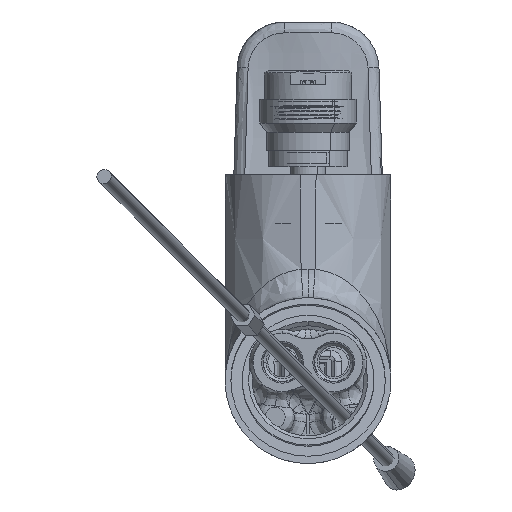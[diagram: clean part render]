
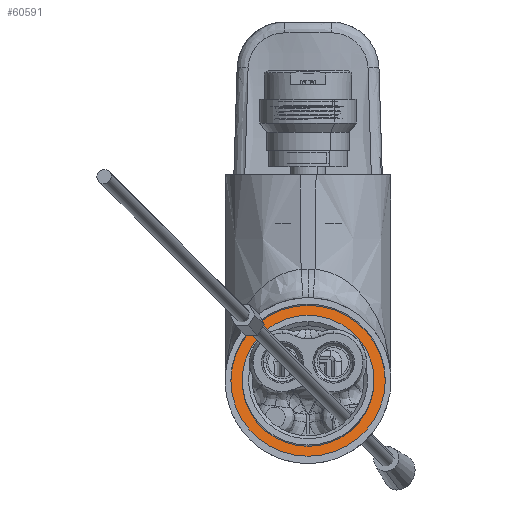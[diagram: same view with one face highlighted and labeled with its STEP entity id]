
A CAD part, front view. The second image highlights one B-rep face of the part: STEP entity #60591.
In plain terms, the highlighted planar face has unit normal (0, -0.985, 0.174).
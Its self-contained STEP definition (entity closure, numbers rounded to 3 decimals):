
#3597 = ORIENTED_EDGE ( 'NONE', *, *, #17049, .T. ) ;
#5730 = EDGE_CURVE ( 'NONE', #14694, #58473, #64610, .T. ) ;
#7057 = DIRECTION ( 'NONE',  ( 0., -0.174, -0.985 ) ) ;
#8159 = AXIS2_PLACEMENT_3D ( 'NONE', #54434, #17505, #7057 ) ;
#9474 = DIRECTION ( 'NONE',  ( 0., 0.985, -0.174 ) ) ;
#10549 = CARTESIAN_POINT ( 'NONE',  ( 0., 4.892, 20.563 ) ) ;
#11499 = CIRCLE ( 'NONE', #8159, 18. ) ;
#12889 = AXIS2_PLACEMENT_3D ( 'NONE', #56892, #41870, #30369 ) ;
#14057 = FACE_OUTER_BOUND ( 'NONE', #57697, .T. ) ;
#14518 = AXIS2_PLACEMENT_3D ( 'NONE', #38501, #39179, #59765 ) ;
#14694 = VERTEX_POINT ( 'NONE', #34653 ) ;
#15147 = CIRCLE ( 'NONE', #44032, 21.1 ) ;
#17049 = EDGE_CURVE ( 'NONE', #58473, #14694, #11499, .T. ) ;
#17505 = DIRECTION ( 'NONE',  ( 0., 0.985, -0.174 ) ) ;
#18859 = CARTESIAN_POINT ( 'NONE',  ( 0., 1.228, -0.217 ) ) ;
#21496 = AXIS2_PLACEMENT_3D ( 'NONE', #18859, #9474, #46691 ) ;
#22449 = DIRECTION ( 'NONE',  ( 0., 0.985, -0.174 ) ) ;
#28333 = VERTEX_POINT ( 'NONE', #32078 ) ;
#30369 = DIRECTION ( 'NONE',  ( 0., -0.174, -0.985 ) ) ;
#32078 = CARTESIAN_POINT ( 'NONE',  ( 0., -2.436, -20.996 ) ) ;
#33931 = DIRECTION ( 'NONE',  ( 0., -0.174, -0.985 ) ) ;
#34653 = CARTESIAN_POINT ( 'NONE',  ( 0., -1.898, -17.943 ) ) ;
#35962 = FACE_BOUND ( 'NONE', #51693, .T. ) ;
#38501 = CARTESIAN_POINT ( 'NONE',  ( 0., 1.228, -0.217 ) ) ;
#39179 = DIRECTION ( 'NONE',  ( 0., 0.985, -0.174 ) ) ;
#41870 = DIRECTION ( 'NONE',  ( 0., 0.985, -0.174 ) ) ;
#42329 = EDGE_CURVE ( 'NONE', #28333, #66289, #59357, .T. ) ;
#44032 = AXIS2_PLACEMENT_3D ( 'NONE', #60430, #22449, #33931 ) ;
#46691 = DIRECTION ( 'NONE',  ( 0., -0.174, -0.985 ) ) ;
#46704 = CARTESIAN_POINT ( 'NONE',  ( 0., 4.354, 17.51 ) ) ;
#47297 = ORIENTED_EDGE ( 'NONE', *, *, #5730, .T. ) ;
#51693 = EDGE_LOOP ( 'NONE', ( #47297, #3597 ) ) ;
#52676 = PLANE ( 'NONE',  #12889 ) ;
#54434 = CARTESIAN_POINT ( 'NONE',  ( 0., 1.228, -0.217 ) ) ;
#56099 = ORIENTED_EDGE ( 'NONE', *, *, #57858, .F. ) ;
#56892 = CARTESIAN_POINT ( 'NONE',  ( 0., -2.436, -20.996 ) ) ;
#57697 = EDGE_LOOP ( 'NONE', ( #68710, #56099 ) ) ;
#57858 = EDGE_CURVE ( 'NONE', #66289, #28333, #15147, .T. ) ;
#58473 = VERTEX_POINT ( 'NONE', #46704 ) ;
#59357 = CIRCLE ( 'NONE', #21496, 21.1 ) ;
#59765 = DIRECTION ( 'NONE',  ( 0., -0.174, -0.985 ) ) ;
#60430 = CARTESIAN_POINT ( 'NONE',  ( 0., 1.228, -0.217 ) ) ;
#60591 = ADVANCED_FACE ( 'NONE', ( #14057, #35962 ), #52676, .F. ) ;
#64610 = CIRCLE ( 'NONE', #14518, 18. ) ;
#66289 = VERTEX_POINT ( 'NONE', #10549 ) ;
#68710 = ORIENTED_EDGE ( 'NONE', *, *, #42329, .F. ) ;
